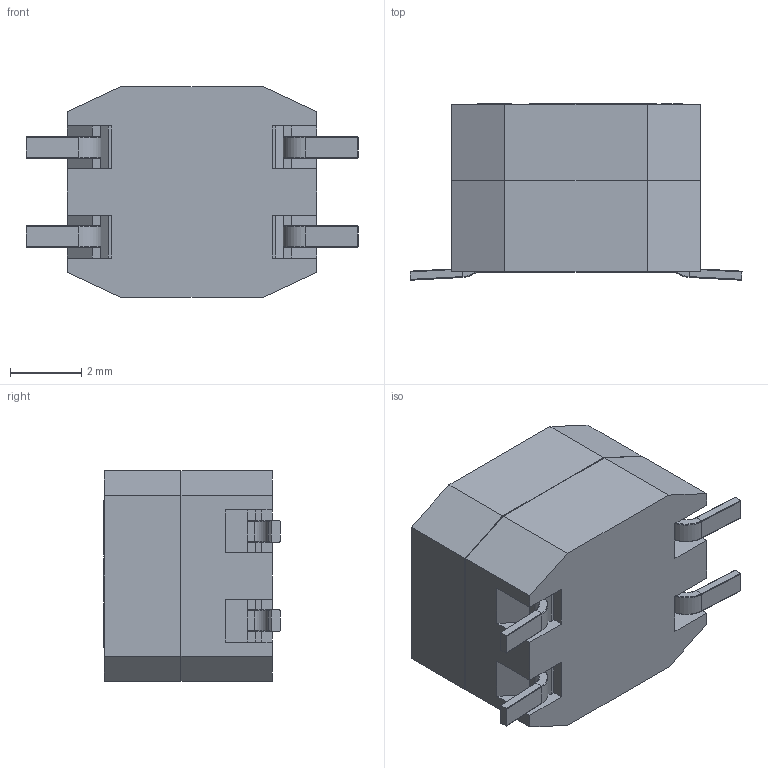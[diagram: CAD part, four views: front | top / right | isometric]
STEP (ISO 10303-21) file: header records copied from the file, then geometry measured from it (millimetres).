
FILE_DESCRIPTION((''),'2;1');
FILE_NAME('B82790','2018-07-18T',('ea6523'),(''),'CREO PARAMETRIC BY PTC INC, 2017170','CREO PARAMETRIC BY PTC INC, 2017170','');
FILE_SCHEMA(('AUTOMOTIVE_DESIGN { 1 0 10303 214 1 1 1 1 }'));
Length unit declared in the file: millimetre
Products named in the file (1): B82790
Bounding box: 9.3 x 4.94 x 5.9 mm (x, y, z)
Volume: 181.1 mm3; surface area: 212.1 mm2
Topology: 1 solids, 1 shells, 919 faces, 2575 edges, 1690 vertices
Faces by surface type: plane 863, cylinder 40, torus 16
Entity records: 35677 total; most frequent: CARTESIAN_POINT 5186, ORIENTED_EDGE 5150, DIRECTION 4509, EDGE_CURVE 2575, VECTOR 2479, LINE 2479, VERTEX_POINT 1690, AXIS2_PLACEMENT_3D 1015
